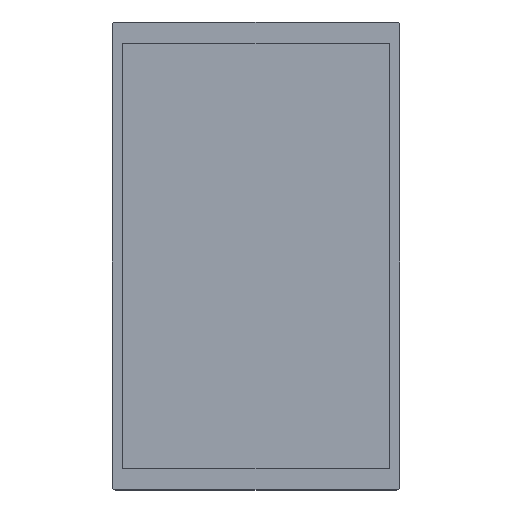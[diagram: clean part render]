
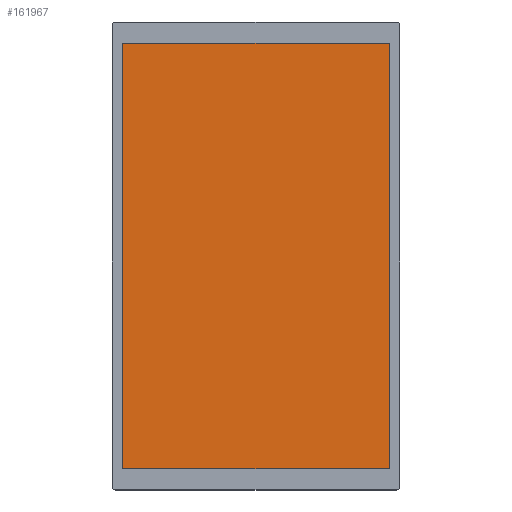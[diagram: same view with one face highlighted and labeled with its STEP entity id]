
A CAD part, top view. The second image highlights one B-rep face of the part: STEP entity #161967.
In plain terms, the highlighted planar face has unit normal (0, 0, 1).
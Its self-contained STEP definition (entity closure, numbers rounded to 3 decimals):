
#161865=CARTESIAN_POINT('',(68.702,-109.38,5.713));
#161866=VERTEX_POINT('',#161865);
#161874=CARTESIAN_POINT('',(68.702,107.8,5.713));
#161875=VERTEX_POINT('',#161874);
#161882=CARTESIAN_POINT('',(68.702,-109.38,5.713));
#161883=DIRECTION('',(0.,1.,0.));
#161884=VECTOR('',#161883,217.18);
#161885=LINE('',#161882,#161884);
#161886=EDGE_CURVE('',#161866,#161875,#161885,.T.);
#161896=CARTESIAN_POINT('',(-67.258,-109.38,5.713));
#161897=VERTEX_POINT('',#161896);
#161906=CARTESIAN_POINT('',(-67.258,-109.38,5.713));
#161907=DIRECTION('',(1.,0.,0.));
#161908=VECTOR('',#161907,135.96);
#161909=LINE('',#161906,#161908);
#161910=EDGE_CURVE('',#161897,#161866,#161909,.T.);
#161920=CARTESIAN_POINT('',(-67.258,107.8,5.713));
#161921=VERTEX_POINT('',#161920);
#161930=CARTESIAN_POINT('',(-67.258,107.8,5.713));
#161931=DIRECTION('',(0.,-1.,0.));
#161932=VECTOR('',#161931,217.18);
#161933=LINE('',#161930,#161932);
#161934=EDGE_CURVE('',#161921,#161897,#161933,.T.);
#161947=CARTESIAN_POINT('',(-67.258,107.8,5.713));
#161948=DIRECTION('',(1.,0.,0.));
#161949=VECTOR('',#161948,135.96);
#161950=LINE('',#161947,#161949);
#161951=EDGE_CURVE('',#161921,#161875,#161950,.T.);
#161956=CARTESIAN_POINT('',(0.722,-0.79,5.713));
#161957=DIRECTION('',(-1.,0.,0.));
#161958=DIRECTION('',(0.,0.,1.));
#161959=AXIS2_PLACEMENT_3D('',#161956,#161958,#161957);
#161960=PLANE('',#161959);
#161961=ORIENTED_EDGE('',*,*,#161934,.T.);
#161962=ORIENTED_EDGE('',*,*,#161910,.T.);
#161963=ORIENTED_EDGE('',*,*,#161886,.T.);
#161964=ORIENTED_EDGE('',*,*,#161951,.F.);
#161965=EDGE_LOOP('',(#161961,#161962,#161963,#161964));
#161966=FACE_OUTER_BOUND('',#161965,.T.);
#161967=ADVANCED_FACE('F1416',(#161966),#161960,.T.);
